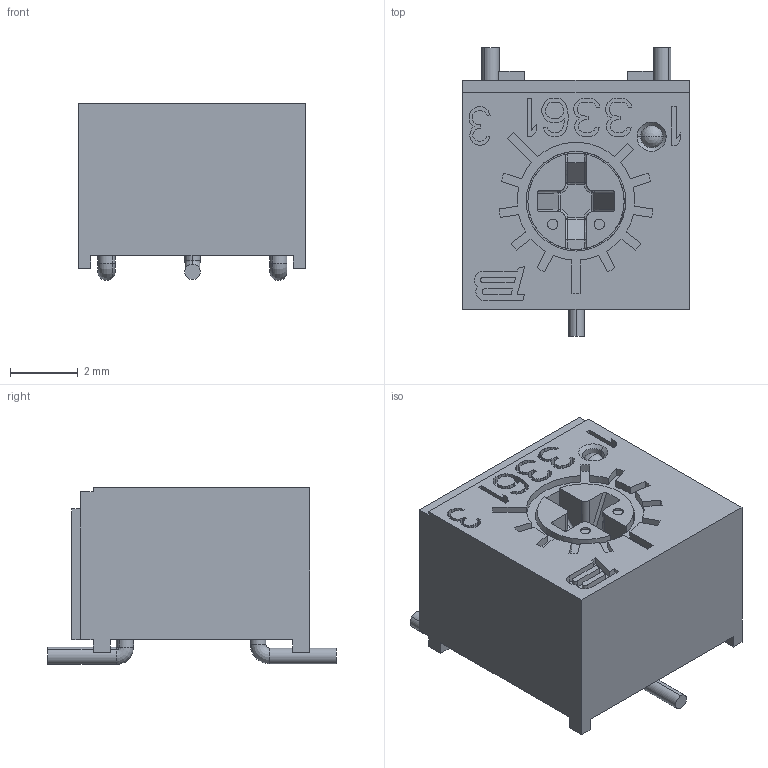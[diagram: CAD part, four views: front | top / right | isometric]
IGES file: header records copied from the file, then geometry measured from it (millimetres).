
Start section:  PTC IGES file: 3361p.igs
Global section: file name: 3361p.igs; native system: Pro/ENGINEER by Parametric Technology Corporation; preprocessor: 2001200; author: perryw1; organization: Unknown; date: 071112.160816; units: inch
Bounding box: 6.71 x 8.53 x 5.23 mm (x, y, z)
Surface area: 294 mm2 (no closed solid volume)
Topology: 0 solids, 8 shells, 487 faces, 1322 edges, 866 vertices
Faces by surface type: bspline 393, revolution 94
